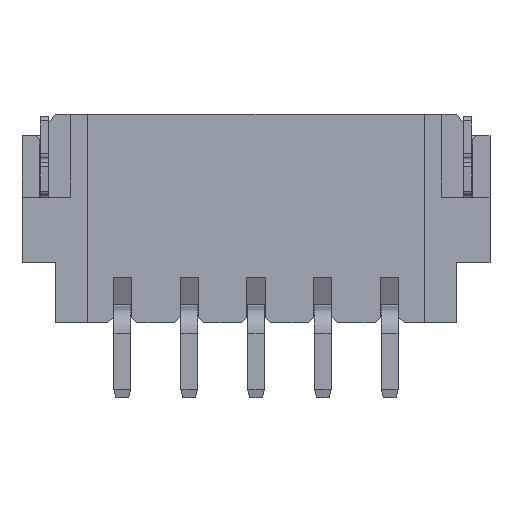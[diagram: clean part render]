
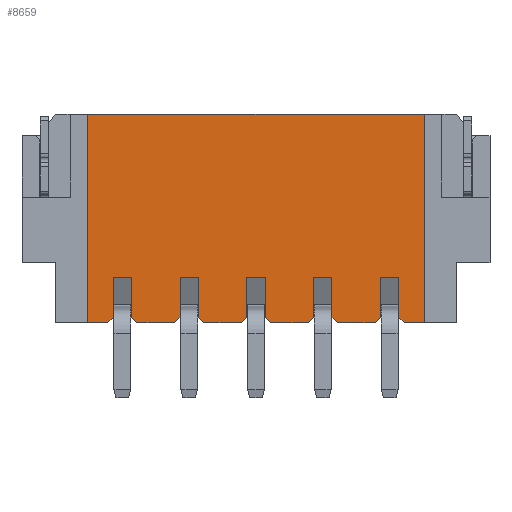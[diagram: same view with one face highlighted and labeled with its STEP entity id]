
A CAD part, front view. The second image highlights one B-rep face of the part: STEP entity #8659.
In plain terms, the highlighted planar face has unit normal (0, -1, 0).
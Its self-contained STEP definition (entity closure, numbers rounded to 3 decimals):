
#1377=DIRECTION('',(-0.707,0.,-0.707));
#1378=VECTOR('',#1377,0.283);
#1379=CARTESIAN_POINT('',(5.91,-5.7,-7.6));
#1380=LINE('',#1379,#1378);
#1381=DIRECTION('',(-0.707,0.,0.707));
#1382=VECTOR('',#1381,0.283);
#1383=CARTESIAN_POINT('',(4.29,-5.7,-7.8));
#1384=LINE('',#1383,#1382);
#1385=DIRECTION('',(-1.,0.,0.));
#1386=VECTOR('',#1385,0.68);
#1387=CARTESIAN_POINT('',(4.09,-5.7,-6.1));
#1388=LINE('',#1387,#1386);
#1389=DIRECTION('',(-0.707,0.,-0.707));
#1390=VECTOR('',#1389,0.283);
#1391=CARTESIAN_POINT('',(3.41,-5.7,-7.6));
#1392=LINE('',#1391,#1390);
#1393=DIRECTION('',(1.,0.,0.));
#1394=VECTOR('',#1393,12.6);
#1395=CARTESIAN_POINT('',(2.45,-5.7,0.));
#1396=LINE('',#1395,#1394);
#1397=DIRECTION('',(-0.707,0.,0.707));
#1398=VECTOR('',#1397,0.283);
#1399=CARTESIAN_POINT('',(14.29,-5.7,-7.8));
#1400=LINE('',#1399,#1398);
#1401=DIRECTION('',(-1.,0.,0.));
#1402=VECTOR('',#1401,0.68);
#1403=CARTESIAN_POINT('',(14.09,-5.7,-6.1));
#1404=LINE('',#1403,#1402);
#1405=DIRECTION('',(-0.707,0.,-0.707));
#1406=VECTOR('',#1405,0.283);
#1407=CARTESIAN_POINT('',(13.41,-5.7,-7.6));
#1408=LINE('',#1407,#1406);
#1409=DIRECTION('',(-0.707,0.,0.707));
#1410=VECTOR('',#1409,0.283);
#1411=CARTESIAN_POINT('',(11.79,-5.7,-7.8));
#1412=LINE('',#1411,#1410);
#1413=DIRECTION('',(-1.,0.,0.));
#1414=VECTOR('',#1413,0.68);
#1415=CARTESIAN_POINT('',(11.59,-5.7,-6.1));
#1416=LINE('',#1415,#1414);
#1417=DIRECTION('',(-0.707,0.,-0.707));
#1418=VECTOR('',#1417,0.283);
#1419=CARTESIAN_POINT('',(10.91,-5.7,-7.6));
#1420=LINE('',#1419,#1418);
#1421=DIRECTION('',(-0.707,0.,0.707));
#1422=VECTOR('',#1421,0.283);
#1423=CARTESIAN_POINT('',(9.29,-5.7,-7.8));
#1424=LINE('',#1423,#1422);
#1425=DIRECTION('',(-1.,0.,0.));
#1426=VECTOR('',#1425,0.68);
#1427=CARTESIAN_POINT('',(9.09,-5.7,-6.1));
#1428=LINE('',#1427,#1426);
#1429=DIRECTION('',(-0.707,0.,-0.707));
#1430=VECTOR('',#1429,0.283);
#1431=CARTESIAN_POINT('',(8.41,-5.7,-7.6));
#1432=LINE('',#1431,#1430);
#1433=DIRECTION('',(-0.707,0.,0.707));
#1434=VECTOR('',#1433,0.283);
#1435=CARTESIAN_POINT('',(6.79,-5.7,-7.8));
#1436=LINE('',#1435,#1434);
#1437=DIRECTION('',(-1.,0.,0.));
#1438=VECTOR('',#1437,0.68);
#1439=CARTESIAN_POINT('',(6.59,-5.7,-6.1));
#1440=LINE('',#1439,#1438);
#1449=DIRECTION('',(1.,0.,0.));
#1450=VECTOR('',#1449,1.42);
#1451=CARTESIAN_POINT('',(4.29,-5.7,-7.8));
#1452=LINE('',#1451,#1450);
#1469=DIRECTION('',(0.,0.,-1.));
#1470=VECTOR('',#1469,1.5);
#1471=CARTESIAN_POINT('',(4.09,-5.7,-6.1));
#1472=LINE('',#1471,#1470);
#1477=DIRECTION('',(0.,0.,1.));
#1478=VECTOR('',#1477,1.5);
#1479=CARTESIAN_POINT('',(3.41,-5.7,-7.6));
#1480=LINE('',#1479,#1478);
#1533=DIRECTION('',(1.,0.,0.));
#1534=VECTOR('',#1533,0.76);
#1535=CARTESIAN_POINT('',(2.45,-5.7,-7.8));
#1536=LINE('',#1535,#1534);
#2413=DIRECTION('',(0.,0.,-1.));
#2414=VECTOR('',#2413,7.8);
#2415=CARTESIAN_POINT('',(2.45,-5.7,0.));
#2416=LINE('',#2415,#2414);
#2425=DIRECTION('',(0.,0.,1.));
#2426=VECTOR('',#2425,7.8);
#2427=CARTESIAN_POINT('',(15.05,-5.7,-7.8));
#2428=LINE('',#2427,#2426);
#2437=DIRECTION('',(1.,0.,0.));
#2438=VECTOR('',#2437,0.76);
#2439=CARTESIAN_POINT('',(14.29,-5.7,-7.8));
#2440=LINE('',#2439,#2438);
#2493=DIRECTION('',(0.,0.,-1.));
#2494=VECTOR('',#2493,1.5);
#2495=CARTESIAN_POINT('',(14.09,-5.7,-6.1));
#2496=LINE('',#2495,#2494);
#2505=DIRECTION('',(0.,0.,1.));
#2506=VECTOR('',#2505,1.5);
#2507=CARTESIAN_POINT('',(13.41,-5.7,-7.6));
#2508=LINE('',#2507,#2506);
#2537=DIRECTION('',(1.,0.,0.));
#2538=VECTOR('',#2537,1.42);
#2539=CARTESIAN_POINT('',(11.79,-5.7,-7.8));
#2540=LINE('',#2539,#2538);
#2557=DIRECTION('',(0.,0.,-1.));
#2558=VECTOR('',#2557,1.5);
#2559=CARTESIAN_POINT('',(11.59,-5.7,-6.1));
#2560=LINE('',#2559,#2558);
#2565=DIRECTION('',(0.,0.,1.));
#2566=VECTOR('',#2565,1.5);
#2567=CARTESIAN_POINT('',(10.91,-5.7,-7.6));
#2568=LINE('',#2567,#2566);
#2609=DIRECTION('',(0.,0.,-1.));
#2610=VECTOR('',#2609,1.5);
#2611=CARTESIAN_POINT('',(9.09,-5.7,-6.1));
#2612=LINE('',#2611,#2610);
#2613=DIRECTION('',(1.,0.,0.));
#2614=VECTOR('',#2613,1.42);
#2615=CARTESIAN_POINT('',(9.29,-5.7,-7.8));
#2616=LINE('',#2615,#2614);
#2625=DIRECTION('',(0.,0.,1.));
#2626=VECTOR('',#2625,1.5);
#2627=CARTESIAN_POINT('',(8.41,-5.7,-7.6));
#2628=LINE('',#2627,#2626);
#2669=DIRECTION('',(0.,0.,-1.));
#2670=VECTOR('',#2669,1.5);
#2671=CARTESIAN_POINT('',(6.59,-5.7,-6.1));
#2672=LINE('',#2671,#2670);
#2673=DIRECTION('',(1.,0.,0.));
#2674=VECTOR('',#2673,1.42);
#2675=CARTESIAN_POINT('',(6.79,-5.7,-7.8));
#2676=LINE('',#2675,#2674);
#2685=DIRECTION('',(0.,0.,1.));
#2686=VECTOR('',#2685,1.5);
#2687=CARTESIAN_POINT('',(5.91,-5.7,-7.6));
#2688=LINE('',#2687,#2686);
#5015=CARTESIAN_POINT('',(15.05,-5.7,0.));
#5017=VERTEX_POINT('',#5015);
#5019=CARTESIAN_POINT('',(2.45,-5.7,0.));
#5020=VERTEX_POINT('',#5019);
#5308=CARTESIAN_POINT('',(6.59,-5.7,-6.1));
#5310=VERTEX_POINT('',#5308);
#5314=CARTESIAN_POINT('',(9.09,-5.7,-6.1));
#5316=VERTEX_POINT('',#5314);
#5320=CARTESIAN_POINT('',(11.59,-5.7,-6.1));
#5322=VERTEX_POINT('',#5320);
#5326=CARTESIAN_POINT('',(14.09,-5.7,-6.1));
#5328=VERTEX_POINT('',#5326);
#5335=CARTESIAN_POINT('',(4.09,-5.7,-6.1));
#5336=VERTEX_POINT('',#5335);
#5381=CARTESIAN_POINT('',(5.91,-5.7,-7.6));
#5382=CARTESIAN_POINT('',(5.71,-5.7,-7.8));
#5383=VERTEX_POINT('',#5381);
#5384=VERTEX_POINT('',#5382);
#5385=CARTESIAN_POINT('',(4.29,-5.7,-7.8));
#5386=CARTESIAN_POINT('',(4.09,-5.7,-7.6));
#5387=VERTEX_POINT('',#5385);
#5388=VERTEX_POINT('',#5386);
#5389=CARTESIAN_POINT('',(3.41,-5.7,-6.1));
#5390=VERTEX_POINT('',#5389);
#5391=CARTESIAN_POINT('',(3.41,-5.7,-7.6));
#5392=VERTEX_POINT('',#5391);
#5393=CARTESIAN_POINT('',(3.21,-5.7,-7.8));
#5394=VERTEX_POINT('',#5393);
#5395=CARTESIAN_POINT('',(2.45,-5.7,-7.8));
#5396=VERTEX_POINT('',#5395);
#5397=CARTESIAN_POINT('',(15.05,-5.7,-7.8));
#5398=VERTEX_POINT('',#5397);
#5399=CARTESIAN_POINT('',(14.29,-5.7,-7.8));
#5400=CARTESIAN_POINT('',(14.09,-5.7,-7.6));
#5401=VERTEX_POINT('',#5399);
#5402=VERTEX_POINT('',#5400);
#5403=CARTESIAN_POINT('',(13.41,-5.7,-6.1));
#5404=VERTEX_POINT('',#5403);
#5405=CARTESIAN_POINT('',(13.41,-5.7,-7.6));
#5406=VERTEX_POINT('',#5405);
#5407=CARTESIAN_POINT('',(13.21,-5.7,-7.8));
#5408=VERTEX_POINT('',#5407);
#5409=CARTESIAN_POINT('',(11.79,-5.7,-7.8));
#5410=CARTESIAN_POINT('',(11.59,-5.7,-7.6));
#5411=VERTEX_POINT('',#5409);
#5412=VERTEX_POINT('',#5410);
#5413=CARTESIAN_POINT('',(10.91,-5.7,-6.1));
#5414=VERTEX_POINT('',#5413);
#5415=CARTESIAN_POINT('',(10.91,-5.7,-7.6));
#5416=VERTEX_POINT('',#5415);
#5417=CARTESIAN_POINT('',(10.71,-5.7,-7.8));
#5418=VERTEX_POINT('',#5417);
#5419=CARTESIAN_POINT('',(9.29,-5.7,-7.8));
#5420=CARTESIAN_POINT('',(9.09,-5.7,-7.6));
#5421=VERTEX_POINT('',#5419);
#5422=VERTEX_POINT('',#5420);
#5423=CARTESIAN_POINT('',(8.41,-5.7,-6.1));
#5424=VERTEX_POINT('',#5423);
#5425=CARTESIAN_POINT('',(8.41,-5.7,-7.6));
#5426=VERTEX_POINT('',#5425);
#5427=CARTESIAN_POINT('',(8.21,-5.7,-7.8));
#5428=VERTEX_POINT('',#5427);
#5429=CARTESIAN_POINT('',(6.79,-5.7,-7.8));
#5430=CARTESIAN_POINT('',(6.59,-5.7,-7.6));
#5431=VERTEX_POINT('',#5429);
#5432=VERTEX_POINT('',#5430);
#5433=CARTESIAN_POINT('',(5.91,-5.7,-6.1));
#5434=VERTEX_POINT('',#5433);
#8591=CARTESIAN_POINT('',(8.75,-5.7,-3.9));
#8592=DIRECTION('',(0.,1.,0.));
#8593=DIRECTION('',(1.,0.,0.));
#8594=AXIS2_PLACEMENT_3D('',#8591,#8592,#8593);
#8595=PLANE('',#8594);
#8596=ORIENTED_EDGE('',*,*,#8581,.T.);
#8598=ORIENTED_EDGE('',*,*,#8597,.F.);
#8600=ORIENTED_EDGE('',*,*,#8599,.T.);
#8602=ORIENTED_EDGE('',*,*,#8601,.F.);
#8603=ORIENTED_EDGE('',*,*,#8550,.T.);
#8605=ORIENTED_EDGE('',*,*,#8604,.F.);
#8607=ORIENTED_EDGE('',*,*,#8606,.T.);
#8609=ORIENTED_EDGE('',*,*,#8608,.F.);
#8611=ORIENTED_EDGE('',*,*,#8610,.F.);
#8612=ORIENTED_EDGE('',*,*,#6584,.T.);
#8614=ORIENTED_EDGE('',*,*,#8613,.F.);
#8616=ORIENTED_EDGE('',*,*,#8615,.F.);
#8618=ORIENTED_EDGE('',*,*,#8617,.T.);
#8620=ORIENTED_EDGE('',*,*,#8619,.F.);
#8621=ORIENTED_EDGE('',*,*,#8535,.T.);
#8623=ORIENTED_EDGE('',*,*,#8622,.F.);
#8625=ORIENTED_EDGE('',*,*,#8624,.T.);
#8627=ORIENTED_EDGE('',*,*,#8626,.F.);
#8629=ORIENTED_EDGE('',*,*,#8628,.T.);
#8631=ORIENTED_EDGE('',*,*,#8630,.F.);
#8632=ORIENTED_EDGE('',*,*,#8527,.T.);
#8634=ORIENTED_EDGE('',*,*,#8633,.F.);
#8636=ORIENTED_EDGE('',*,*,#8635,.T.);
#8638=ORIENTED_EDGE('',*,*,#8637,.F.);
#8640=ORIENTED_EDGE('',*,*,#8639,.T.);
#8642=ORIENTED_EDGE('',*,*,#8641,.F.);
#8643=ORIENTED_EDGE('',*,*,#8519,.T.);
#8645=ORIENTED_EDGE('',*,*,#8644,.F.);
#8647=ORIENTED_EDGE('',*,*,#8646,.T.);
#8649=ORIENTED_EDGE('',*,*,#8648,.F.);
#8651=ORIENTED_EDGE('',*,*,#8650,.T.);
#8653=ORIENTED_EDGE('',*,*,#8652,.F.);
#8654=ORIENTED_EDGE('',*,*,#8511,.T.);
#8656=ORIENTED_EDGE('',*,*,#8655,.F.);
#8657=EDGE_LOOP('',(#8596,#8598,#8600,#8602,#8603,#8605,#8607,#8609,#8611,#8612,
#8614,#8616,#8618,#8620,#8621,#8623,#8625,#8627,#8629,#8631,#8632,#8634,#8636,
#8638,#8640,#8642,#8643,#8645,#8647,#8649,#8651,#8653,#8654,#8656));
#8658=FACE_OUTER_BOUND('',#8657,.F.);
#6584=EDGE_CURVE('',#5020,#5017,#1396,.T.);
#8511=EDGE_CURVE('',#5310,#5434,#1440,.T.);
#8519=EDGE_CURVE('',#5316,#5424,#1428,.T.);
#8527=EDGE_CURVE('',#5322,#5414,#1416,.T.);
#8535=EDGE_CURVE('',#5328,#5404,#1404,.T.);
#8550=EDGE_CURVE('',#5336,#5390,#1388,.T.);
#8581=EDGE_CURVE('',#5383,#5384,#1380,.T.);
#8597=EDGE_CURVE('',#5387,#5384,#1452,.T.);
#8599=EDGE_CURVE('',#5387,#5388,#1384,.T.);
#8601=EDGE_CURVE('',#5336,#5388,#1472,.T.);
#8604=EDGE_CURVE('',#5392,#5390,#1480,.T.);
#8606=EDGE_CURVE('',#5392,#5394,#1392,.T.);
#8608=EDGE_CURVE('',#5396,#5394,#1536,.T.);
#8610=EDGE_CURVE('',#5020,#5396,#2416,.T.);
#8613=EDGE_CURVE('',#5398,#5017,#2428,.T.);
#8615=EDGE_CURVE('',#5401,#5398,#2440,.T.);
#8617=EDGE_CURVE('',#5401,#5402,#1400,.T.);
#8619=EDGE_CURVE('',#5328,#5402,#2496,.T.);
#8622=EDGE_CURVE('',#5406,#5404,#2508,.T.);
#8624=EDGE_CURVE('',#5406,#5408,#1408,.T.);
#8626=EDGE_CURVE('',#5411,#5408,#2540,.T.);
#8628=EDGE_CURVE('',#5411,#5412,#1412,.T.);
#8630=EDGE_CURVE('',#5322,#5412,#2560,.T.);
#8633=EDGE_CURVE('',#5416,#5414,#2568,.T.);
#8635=EDGE_CURVE('',#5416,#5418,#1420,.T.);
#8637=EDGE_CURVE('',#5421,#5418,#2616,.T.);
#8639=EDGE_CURVE('',#5421,#5422,#1424,.T.);
#8641=EDGE_CURVE('',#5316,#5422,#2612,.T.);
#8644=EDGE_CURVE('',#5426,#5424,#2628,.T.);
#8646=EDGE_CURVE('',#5426,#5428,#1432,.T.);
#8648=EDGE_CURVE('',#5431,#5428,#2676,.T.);
#8650=EDGE_CURVE('',#5431,#5432,#1436,.T.);
#8652=EDGE_CURVE('',#5310,#5432,#2672,.T.);
#8655=EDGE_CURVE('',#5383,#5434,#2688,.T.);
#8659=ADVANCED_FACE('',(#8658),#8595,.F.);
